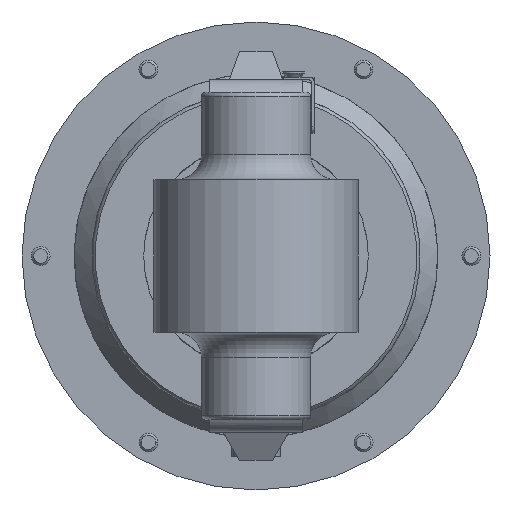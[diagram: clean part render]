
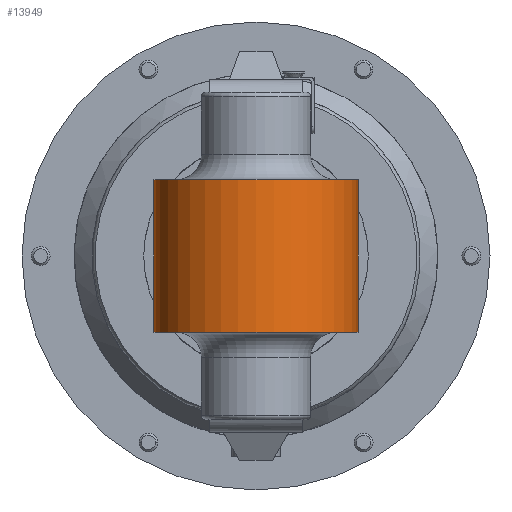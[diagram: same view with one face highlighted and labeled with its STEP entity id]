
A CAD part, front view. The second image highlights one B-rep face of the part: STEP entity #13949.
In plain terms, the highlighted cylindrical face has radius 34.608 mm (diameter 69.215 mm), a partial arc.
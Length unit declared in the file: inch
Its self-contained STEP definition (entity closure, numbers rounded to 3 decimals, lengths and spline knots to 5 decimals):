
#348 = CARTESIAN_POINT ( 'NONE',  ( 0., 0., -2.1875 ) ) ;
#839 = CARTESIAN_POINT ( 'NONE',  ( 1.3625, 0., -1.01625 ) ) ;
#1836 = VERTEX_POINT ( 'NONE', #839 ) ;
#1853 = CARTESIAN_POINT ( 'NONE',  ( 0., 0., -1.01625 ) ) ;
#2756 = VECTOR ( 'NONE', #21184, 39.37008 ) ;
#3930 = DIRECTION ( 'NONE',  ( 1., 0., 0. ) ) ;
#4413 = CARTESIAN_POINT ( 'NONE',  ( -1.3625, 0., -2.1875 ) ) ;
#4551 = CARTESIAN_POINT ( 'NONE',  ( -1.3625, 0., 1.01625 ) ) ;
#5003 = ORIENTED_EDGE ( 'NONE', *, *, #16061, .F. ) ;
#5319 = CIRCLE ( 'NONE', #21442, 1.3625 ) ;
#5603 = CIRCLE ( 'NONE', #19544, 1.3625 ) ;
#5607 = ORIENTED_EDGE ( 'NONE', *, *, #13166, .F. ) ;
#7304 = CARTESIAN_POINT ( 'NONE',  ( 1.3625, 0., 1.01625 ) ) ;
#9538 = LINE ( 'NONE', #23260, #2756 ) ;
#10388 = CARTESIAN_POINT ( 'NONE',  ( 0., 0., 1.01625 ) ) ;
#11508 = CYLINDRICAL_SURFACE ( 'NONE', #18226, 1.3625 ) ;
#11903 = FACE_OUTER_BOUND ( 'NONE', #16736, .T. ) ;
#12496 = DIRECTION ( 'NONE',  ( 1., 0., 0. ) ) ;
#13116 = EDGE_CURVE ( 'NONE', #25470, #1836, #5603, .T. ) ;
#13166 = EDGE_CURVE ( 'NONE', #13967, #19232, #5319, .T. ) ;
#13949 = ADVANCED_FACE ( 'NONE', ( #11903 ), #11508, .T. ) ;
#13967 = VERTEX_POINT ( 'NONE', #4551 ) ;
#16061 = EDGE_CURVE ( 'NONE', #25470, #13967, #18721, .T. ) ;
#16402 = DIRECTION ( 'NONE',  ( 0., 0., 1. ) ) ;
#16736 = EDGE_LOOP ( 'NONE', ( #5003, #25340, #26960, #5607 ) ) ;
#16896 = DIRECTION ( 'NONE',  ( 0., 0., 1. ) ) ;
#17672 = CARTESIAN_POINT ( 'NONE',  ( -1.3625, 0., -1.01625 ) ) ;
#18022 = VECTOR ( 'NONE', #16896, 39.37008 ) ;
#18226 = AXIS2_PLACEMENT_3D ( 'NONE', #348, #21141, #19016 ) ;
#18721 = LINE ( 'NONE', #4413, #18022 ) ;
#18978 = EDGE_CURVE ( 'NONE', #1836, #19232, #9538, .T. ) ;
#19016 = DIRECTION ( 'NONE',  ( 1., 0., 0. ) ) ;
#19232 = VERTEX_POINT ( 'NONE', #7304 ) ;
#19544 = AXIS2_PLACEMENT_3D ( 'NONE', #1853, #16402, #3930 ) ;
#21141 = DIRECTION ( 'NONE',  ( 0., 0., 1. ) ) ;
#21184 = DIRECTION ( 'NONE',  ( 0., 0., 1. ) ) ;
#21442 = AXIS2_PLACEMENT_3D ( 'NONE', #10388, #24949, #12496 ) ;
#23260 = CARTESIAN_POINT ( 'NONE',  ( 1.3625, 0., -2.1875 ) ) ;
#24949 = DIRECTION ( 'NONE',  ( 0., 0., 1. ) ) ;
#25340 = ORIENTED_EDGE ( 'NONE', *, *, #13116, .T. ) ;
#25470 = VERTEX_POINT ( 'NONE', #17672 ) ;
#26960 = ORIENTED_EDGE ( 'NONE', *, *, #18978, .T. ) ;
